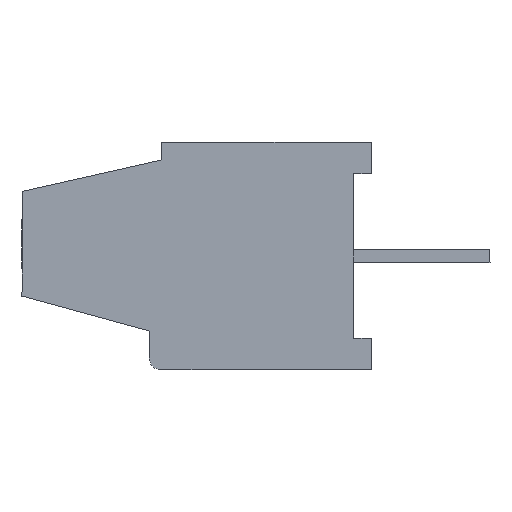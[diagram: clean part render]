
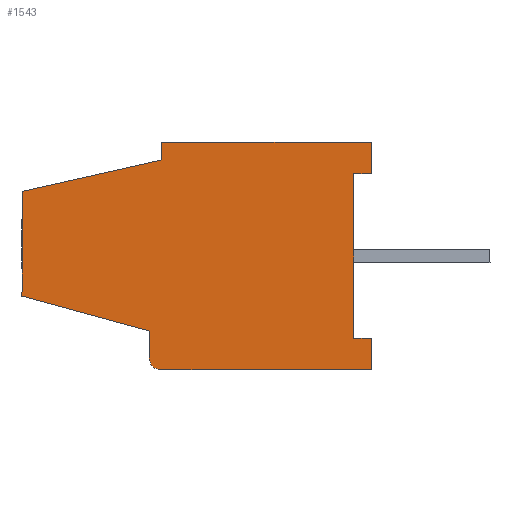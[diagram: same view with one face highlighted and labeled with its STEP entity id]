
A CAD part, left-side view. The second image highlights one B-rep face of the part: STEP entity #1543.
In plain terms, the highlighted planar face has unit normal (-1, 0, 0).
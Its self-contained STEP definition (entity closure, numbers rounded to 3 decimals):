
#26 = DIRECTION ( 'NONE',  ( 0., -0.964, -0.264 ) ) ;
#58 = LINE ( 'NONE', #3905, #6333 ) ;
#175 = LINE ( 'NONE', #4037, #7653 ) ;
#291 = DIRECTION ( 'NONE',  ( 0., 0.976, -0.22 ) ) ;
#353 = CARTESIAN_POINT ( 'NONE',  ( -7.85, 6.05, -2.95 ) ) ;
#370 = ORIENTED_EDGE ( 'NONE', *, *, #2337, .T. ) ;
#535 = DIRECTION ( 'NONE',  ( -1., 0., 0. ) ) ;
#642 = ORIENTED_EDGE ( 'NONE', *, *, #6519, .T. ) ;
#655 = ORIENTED_EDGE ( 'NONE', *, *, #12179, .T. ) ;
#751 = EDGE_LOOP ( 'NONE', ( #10011, #6512, #6655, #9824, #370, #11653, #7313, #655, #642, #9579, #813, #9625, #854 ) ) ;
#813 = ORIENTED_EDGE ( 'NONE', *, *, #9891, .T. ) ;
#854 = ORIENTED_EDGE ( 'NONE', *, *, #1063, .T. ) ;
#1063 = EDGE_CURVE ( 'NONE', #5412, #7171, #10654, .T. ) ;
#1164 = VECTOR ( 'NONE', #3319, 1000. ) ;
#1324 = DIRECTION ( 'NONE',  ( 0., 1., 0. ) ) ;
#1464 = DIRECTION ( 'NONE',  ( 0., 0., 1. ) ) ;
#1472 = CARTESIAN_POINT ( 'NONE',  ( -7.85, 6., 3.25 ) ) ;
#1543 = ADVANCED_FACE ( 'NONE', ( #3715 ), #2484, .T. ) ;
#1641 = VECTOR ( 'NONE', #1464, 1000. ) ;
#1730 = EDGE_CURVE ( 'NONE', #2623, #7157, #175, .T. ) ;
#1743 = CARTESIAN_POINT ( 'NONE',  ( -7.85, 10., 1.85 ) ) ;
#2002 = CARTESIAN_POINT ( 'NONE',  ( -7.85, 0., 3.25 ) ) ;
#2045 = VERTEX_POINT ( 'NONE', #7458 ) ;
#2097 = VERTEX_POINT ( 'NONE', #2758 ) ;
#2109 = VECTOR ( 'NONE', #6987, 1000. ) ;
#2337 = EDGE_CURVE ( 'NONE', #2097, #7535, #6671, .T. ) ;
#2371 = DIRECTION ( 'NONE',  ( 0., 0., 1. ) ) ;
#2411 = VECTOR ( 'NONE', #3082, 1000. ) ;
#2455 = DIRECTION ( 'NONE',  ( 0., 0., -1. ) ) ;
#2484 = PLANE ( 'NONE',  #11265 ) ;
#2623 = VERTEX_POINT ( 'NONE', #5949 ) ;
#2758 = CARTESIAN_POINT ( 'NONE',  ( -7.85, 10., -1.15 ) ) ;
#2956 = VERTEX_POINT ( 'NONE', #5870 ) ;
#3021 = LINE ( 'NONE', #6819, #2411 ) ;
#3082 = DIRECTION ( 'NONE',  ( 0., -1., 0. ) ) ;
#3195 = EDGE_CURVE ( 'NONE', #2045, #5412, #9892, .T. ) ;
#3220 = CARTESIAN_POINT ( 'NONE',  ( -7.85, 6.35, 3.25 ) ) ;
#3238 = CARTESIAN_POINT ( 'NONE',  ( -7.85, 0., -2.35 ) ) ;
#3290 = VECTOR ( 'NONE', #5662, 1000. ) ;
#3319 = DIRECTION ( 'NONE',  ( 0., -1., 0. ) ) ;
#3384 = DIRECTION ( 'NONE',  ( -1., 0., 0. ) ) ;
#3408 = AXIS2_PLACEMENT_3D ( 'NONE', #353, #3384, #2371 ) ;
#3514 = VECTOR ( 'NONE', #4799, 1000. ) ;
#3715 = FACE_OUTER_BOUND ( 'NONE', #751, .T. ) ;
#3774 = DIRECTION ( 'NONE',  ( 0., 0., 1. ) ) ;
#3860 = CARTESIAN_POINT ( 'NONE',  ( -7.85, 0., 2.35 ) ) ;
#3905 = CARTESIAN_POINT ( 'NONE',  ( -7.85, 10., 3.25 ) ) ;
#3912 = CARTESIAN_POINT ( 'NONE',  ( -7.85, 3., 3.25 ) ) ;
#3940 = CARTESIAN_POINT ( 'NONE',  ( -7.85, 0.5, -2.35 ) ) ;
#4037 = CARTESIAN_POINT ( 'NONE',  ( -7.85, 6., 3.25 ) ) ;
#4096 = CIRCLE ( 'NONE', #3408, 0.3 ) ;
#4162 = CARTESIAN_POINT ( 'NONE',  ( -7.85, 3., -2.35 ) ) ;
#4222 = LINE ( 'NONE', #3220, #6996 ) ;
#4799 = DIRECTION ( 'NONE',  ( 0., 1., 0. ) ) ;
#4931 = LINE ( 'NONE', #3912, #3514 ) ;
#5412 = VERTEX_POINT ( 'NONE', #3860 ) ;
#5662 = DIRECTION ( 'NONE',  ( 0., 0., 1. ) ) ;
#5870 = CARTESIAN_POINT ( 'NONE',  ( -7.85, 0., -3.25 ) ) ;
#5949 = CARTESIAN_POINT ( 'NONE',  ( -7.85, 6., 2.75 ) ) ;
#6241 = LINE ( 'NONE', #7268, #7411 ) ;
#6257 = DIRECTION ( 'NONE',  ( 0., 0., -1. ) ) ;
#6333 = VECTOR ( 'NONE', #2455, 1000. ) ;
#6506 = CARTESIAN_POINT ( 'NONE',  ( -7.85, 6.35, -2.15 ) ) ;
#6512 = ORIENTED_EDGE ( 'NONE', *, *, #1730, .F. ) ;
#6519 = EDGE_CURVE ( 'NONE', #2956, #9581, #10012, .T. ) ;
#6633 = CARTESIAN_POINT ( 'NONE',  ( -7.85, 3., 3.25 ) ) ;
#6655 = ORIENTED_EDGE ( 'NONE', *, *, #8933, .T. ) ;
#6671 = LINE ( 'NONE', #11646, #8398 ) ;
#6819 = CARTESIAN_POINT ( 'NONE',  ( -7.85, 3., -3.25 ) ) ;
#6843 = CARTESIAN_POINT ( 'NONE',  ( -7.85, 0.5, 3.25 ) ) ;
#6987 = DIRECTION ( 'NONE',  ( 0., 0., 1. ) ) ;
#6996 = VECTOR ( 'NONE', #6257, 1000. ) ;
#7157 = VERTEX_POINT ( 'NONE', #1472 ) ;
#7171 = VERTEX_POINT ( 'NONE', #10250 ) ;
#7188 = DIRECTION ( 'NONE',  ( 0., 0., 1. ) ) ;
#7268 = CARTESIAN_POINT ( 'NONE',  ( -7.85, 6., 2.75 ) ) ;
#7313 = ORIENTED_EDGE ( 'NONE', *, *, #11414, .T. ) ;
#7322 = EDGE_CURVE ( 'NONE', #7171, #7157, #4931, .T. ) ;
#7411 = VECTOR ( 'NONE', #291, 1000. ) ;
#7458 = CARTESIAN_POINT ( 'NONE',  ( -7.85, 0.5, 2.35 ) ) ;
#7535 = VERTEX_POINT ( 'NONE', #6506 ) ;
#7653 = VECTOR ( 'NONE', #3774, 1000. ) ;
#7786 = LINE ( 'NONE', #6843, #1641 ) ;
#8016 = LINE ( 'NONE', #4162, #8252 ) ;
#8252 = VECTOR ( 'NONE', #1324, 1000. ) ;
#8398 = VECTOR ( 'NONE', #26, 1000. ) ;
#8631 = EDGE_CURVE ( 'NONE', #7535, #9692, #4222, .T. ) ;
#8632 = CARTESIAN_POINT ( 'NONE',  ( -7.85, 6.05, -3.25 ) ) ;
#8933 = EDGE_CURVE ( 'NONE', #2623, #9150, #6241, .T. ) ;
#9036 = CARTESIAN_POINT ( 'NONE',  ( -7.85, 0., 3.25 ) ) ;
#9150 = VERTEX_POINT ( 'NONE', #1743 ) ;
#9214 = VERTEX_POINT ( 'NONE', #3940 ) ;
#9520 = CARTESIAN_POINT ( 'NONE',  ( -7.85, 6.35, -2.95 ) ) ;
#9579 = ORIENTED_EDGE ( 'NONE', *, *, #11817, .T. ) ;
#9581 = VERTEX_POINT ( 'NONE', #3238 ) ;
#9625 = ORIENTED_EDGE ( 'NONE', *, *, #3195, .T. ) ;
#9692 = VERTEX_POINT ( 'NONE', #9520 ) ;
#9824 = ORIENTED_EDGE ( 'NONE', *, *, #11015, .T. ) ;
#9825 = CARTESIAN_POINT ( 'NONE',  ( -7.85, 3., 2.35 ) ) ;
#9891 = EDGE_CURVE ( 'NONE', #9214, #2045, #7786, .T. ) ;
#9892 = LINE ( 'NONE', #9825, #1164 ) ;
#10011 = ORIENTED_EDGE ( 'NONE', *, *, #7322, .T. ) ;
#10012 = LINE ( 'NONE', #9036, #2109 ) ;
#10250 = CARTESIAN_POINT ( 'NONE',  ( -7.85, 0., 3.25 ) ) ;
#10654 = LINE ( 'NONE', #2002, #3290 ) ;
#11015 = EDGE_CURVE ( 'NONE', #9150, #2097, #58, .T. ) ;
#11265 = AXIS2_PLACEMENT_3D ( 'NONE', #6633, #535, #7188 ) ;
#11414 = EDGE_CURVE ( 'NONE', #9692, #12024, #4096, .T. ) ;
#11646 = CARTESIAN_POINT ( 'NONE',  ( -7.85, 10., -1.15 ) ) ;
#11653 = ORIENTED_EDGE ( 'NONE', *, *, #8631, .T. ) ;
#11817 = EDGE_CURVE ( 'NONE', #9581, #9214, #8016, .T. ) ;
#12024 = VERTEX_POINT ( 'NONE', #8632 ) ;
#12179 = EDGE_CURVE ( 'NONE', #12024, #2956, #3021, .T. ) ;
